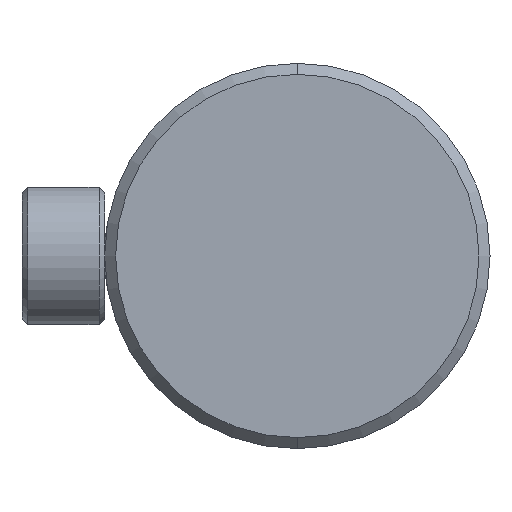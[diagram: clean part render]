
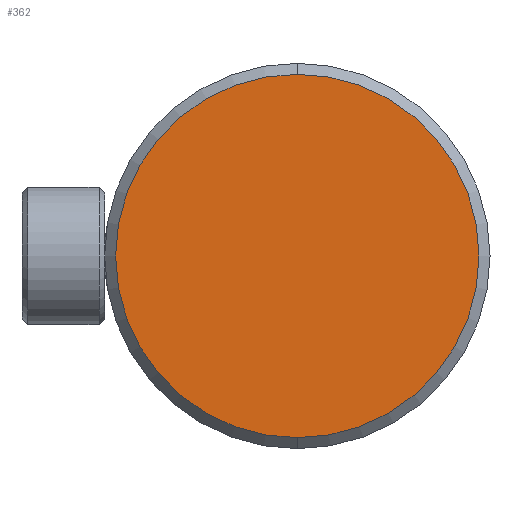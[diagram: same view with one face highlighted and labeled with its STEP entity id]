
A CAD part, left-side view. The second image highlights one B-rep face of the part: STEP entity #362.
In plain terms, the highlighted planar face has unit normal (-1, 0, 0).
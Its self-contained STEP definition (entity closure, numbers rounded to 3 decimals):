
#348 = DIRECTION ( 'NONE',  ( 0., 0., -1. ) ) ;
#362 = ADVANCED_FACE ( 'NONE', ( #2556 ), #825, .F. ) ;
#450 = EDGE_LOOP ( 'NONE', ( #1761, #850 ) ) ;
#528 = AXIS2_PLACEMENT_3D ( 'NONE', #2952, #596, #348 ) ;
#581 = EDGE_CURVE ( 'NONE', #3003, #2444, #2019, .T. ) ;
#596 = DIRECTION ( 'NONE',  ( 1., 0., 0. ) ) ;
#762 = CIRCLE ( 'NONE', #952, 33. ) ;
#825 = PLANE ( 'NONE',  #528 ) ;
#839 = DIRECTION ( 'NONE',  ( -1., 0., 0. ) ) ;
#850 = ORIENTED_EDGE ( 'NONE', *, *, #911, .T. ) ;
#911 = EDGE_CURVE ( 'NONE', #2444, #3003, #762, .T. ) ;
#952 = AXIS2_PLACEMENT_3D ( 'NONE', #2260, #839, #2495 ) ;
#992 = CARTESIAN_POINT ( 'NONE',  ( -13., 0., 33. ) ) ;
#1761 = ORIENTED_EDGE ( 'NONE', *, *, #581, .T. ) ;
#2019 = CIRCLE ( 'NONE', #2585, 33. ) ;
#2066 = DIRECTION ( 'NONE',  ( 0., 0., 1. ) ) ;
#2260 = CARTESIAN_POINT ( 'NONE',  ( -13., 0., 0. ) ) ;
#2306 = DIRECTION ( 'NONE',  ( -1., 0., 0. ) ) ;
#2444 = VERTEX_POINT ( 'NONE', #992 ) ;
#2495 = DIRECTION ( 'NONE',  ( 0., 0., 1. ) ) ;
#2550 = CARTESIAN_POINT ( 'NONE',  ( -13., 0., 0. ) ) ;
#2556 = FACE_OUTER_BOUND ( 'NONE', #450, .T. ) ;
#2585 = AXIS2_PLACEMENT_3D ( 'NONE', #2550, #2306, #2066 ) ;
#2900 = CARTESIAN_POINT ( 'NONE',  ( -13., 0., -33. ) ) ;
#2952 = CARTESIAN_POINT ( 'NONE',  ( -13., 0., 0. ) ) ;
#3003 = VERTEX_POINT ( 'NONE', #2900 ) ;
